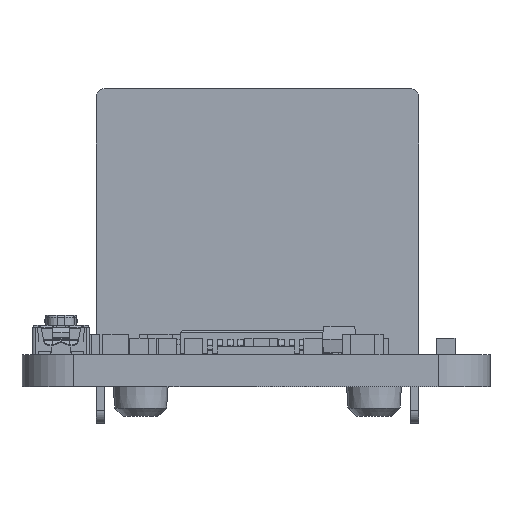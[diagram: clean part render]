
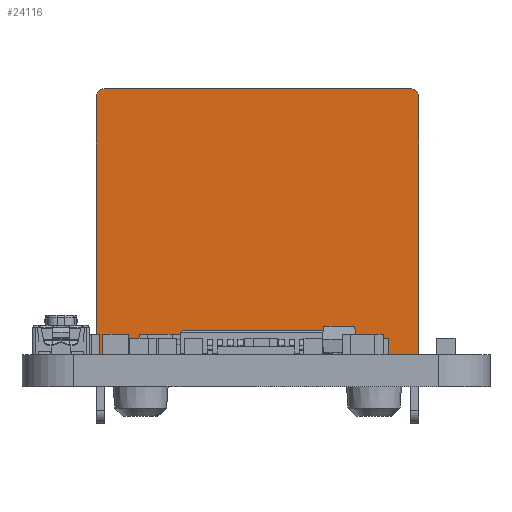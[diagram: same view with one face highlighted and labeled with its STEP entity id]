
A CAD part, left-side view. The second image highlights one B-rep face of the part: STEP entity #24116.
In plain terms, the highlighted face is planar.
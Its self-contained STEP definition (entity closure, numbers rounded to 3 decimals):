
#1065=PLANE('',#26078);
#2142=FACE_OUTER_BOUND('',#3644,.T.);
#3644=EDGE_LOOP('',(#19789,#19790,#19791,#19792,#19793,#19794));
#5561=LINE('',#37667,#8002);
#5571=LINE('',#37692,#8012);
#5583=LINE('',#37719,#8024);
#5639=LINE('',#37849,#8080);
#8002=VECTOR('',#31040,10.);
#8012=VECTOR('',#31060,10.);
#8024=VECTOR('',#31086,10.);
#8080=VECTOR('',#31214,10.);
#9572=CIRCLE('',#26026,0.4);
#9576=CIRCLE('',#26033,0.4);
#11203=VERTEX_POINT('',#37646);
#11204=VERTEX_POINT('',#37647);
#11212=VERTEX_POINT('',#37665);
#11220=VERTEX_POINT('',#37685);
#11221=VERTEX_POINT('',#37686);
#11222=VERTEX_POINT('',#37691);
#14117=EDGE_CURVE('',#11203,#11204,#9572,.T.);
#14127=EDGE_CURVE('',#11203,#11212,#5561,.T.);
#14136=EDGE_CURVE('',#11220,#11221,#9576,.T.);
#14139=EDGE_CURVE('',#11222,#11221,#5571,.T.);
#14153=EDGE_CURVE('',#11212,#11222,#5583,.T.);
#14216=EDGE_CURVE('',#11220,#11204,#5639,.T.);
#19789=ORIENTED_EDGE('',*,*,#14117,.F.);
#19790=ORIENTED_EDGE('',*,*,#14127,.T.);
#19791=ORIENTED_EDGE('',*,*,#14153,.T.);
#19792=ORIENTED_EDGE('',*,*,#14139,.T.);
#19793=ORIENTED_EDGE('',*,*,#14136,.F.);
#19794=ORIENTED_EDGE('',*,*,#14216,.T.);
#24116=ADVANCED_FACE('',(#2142),#1065,.T.);
#26026=AXIS2_PLACEMENT_3D('',#37648,#31025,#31026);
#26033=AXIS2_PLACEMENT_3D('',#37687,#31054,#31055);
#26078=AXIS2_PLACEMENT_3D('',#37850,#31215,#31216);
#31025=DIRECTION('center_axis',(0.,1.,0.));
#31026=DIRECTION('ref_axis',(-0.707,0.,0.707));
#31040=DIRECTION('',(0.,0.,-1.));
#31054=DIRECTION('center_axis',(0.,1.,0.));
#31055=DIRECTION('ref_axis',(0.707,0.,0.707));
#31060=DIRECTION('',(0.,0.,1.));
#31086=DIRECTION('',(1.,0.,0.));
#31214=DIRECTION('',(-1.,0.,0.));
#31215=DIRECTION('center_axis',(0.,-1.,0.));
#31216=DIRECTION('ref_axis',(0.,0.,
1.));
#37646=CARTESIAN_POINT('',(-7.81,-10.795,12.6));
#37647=CARTESIAN_POINT('',(-7.41,-10.795,13.));
#37648=CARTESIAN_POINT('Origin',(-7.41,-10.795,12.6));
#37665=CARTESIAN_POINT('',(-7.81,-10.795,0.));
#37667=CARTESIAN_POINT('',(-7.81,-10.795,13.));
#37685=CARTESIAN_POINT('',(7.54,-10.795,13.));
#37686=CARTESIAN_POINT('',(7.94,-10.795,12.6));
#37687=CARTESIAN_POINT('Origin',(7.54,-10.795,12.6));
#37691=CARTESIAN_POINT('',(7.94,-10.795,0.));
#37692=CARTESIAN_POINT('',(7.94,-10.795,0.));
#37719=CARTESIAN_POINT('',(-7.81,-10.795,0.));
#37849=CARTESIAN_POINT('',(7.94,-10.795,13.));
#37850=CARTESIAN_POINT('Origin',(0.065,-10.795,6.5));
